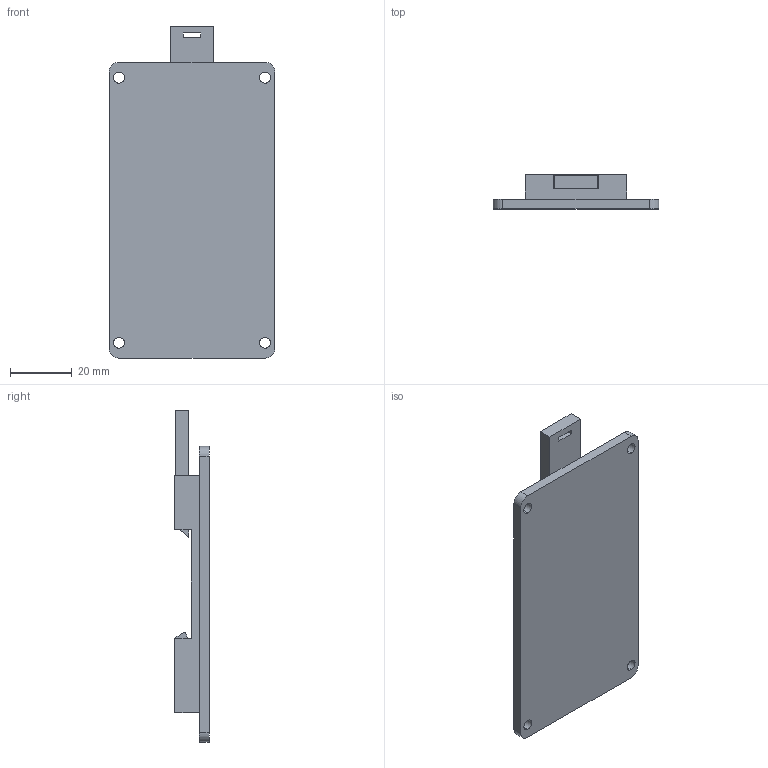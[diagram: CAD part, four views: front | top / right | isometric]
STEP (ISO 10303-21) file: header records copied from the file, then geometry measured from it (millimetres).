
FILE_DESCRIPTION (( 'STEP AP203' ), '1' );
FILE_NAME ('PSE-BRKT-1.STEP', '2011-10-11T14:40:24', ( '.adc' ), ( '' ), 'SwSTEP 2.0', 'SolidWorks 2011', '' );
FILE_SCHEMA (( 'CONFIG_CONTROL_DESIGN' ));
Length unit declared in the file: inch
Products named in the file (1): PSE-BRKT-1
Bounding box: 53.85 x 11.18 x 107.82 mm (x, y, z)
Volume: 28327.2 mm3; surface area: 15615.8 mm2
Topology: 1 solids, 1 shells, 177 faces, 463 edges, 306 vertices
Faces by surface type: plane 123, cylinder 36, cone 16, bspline 2
Entity records: 7966 total; most frequent: CARTESIAN_POINT 3413, ORIENTED_EDGE 926, DIRECTION 917, EDGE_CURVE 463, LINE 353, VECTOR 353, VERTEX_POINT 306, AXIS2_PLACEMENT_3D 282
